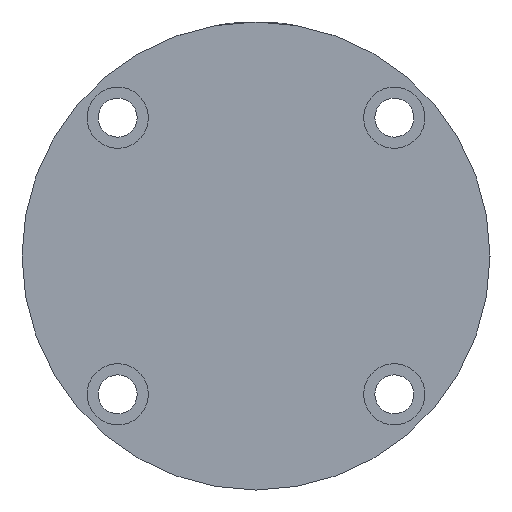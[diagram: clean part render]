
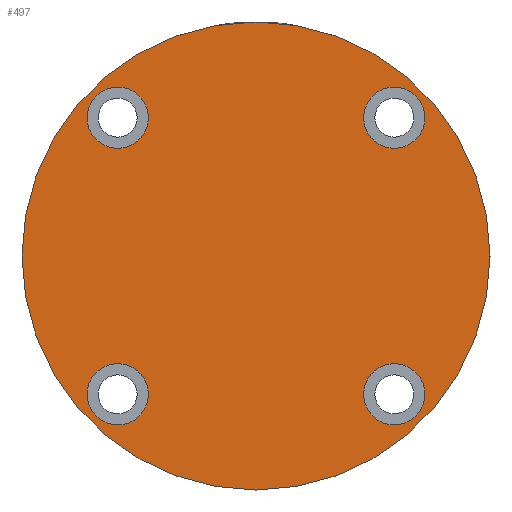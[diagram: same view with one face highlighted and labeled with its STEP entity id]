
A CAD part, left-side view. The second image highlights one B-rep face of the part: STEP entity #497.
In plain terms, the highlighted face is planar.
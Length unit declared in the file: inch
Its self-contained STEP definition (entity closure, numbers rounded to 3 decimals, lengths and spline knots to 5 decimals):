
#32 = PLANE ( 'NONE',  #940 ) ;
#72 = CARTESIAN_POINT ( 'NONE',  ( 0.77428, 0.5, -0.60278 ) ) ;
#97 = CARTESIAN_POINT ( 'NONE',  ( -0.77428, 0.5, -0.77428 ) ) ;
#127 = AXIS2_PLACEMENT_3D ( 'NONE', #2301, #170, #2655 ) ;
#170 = DIRECTION ( 'NONE',  ( 0., 1., 0. ) ) ;
#183 = EDGE_CURVE ( 'NONE', #358, #1740, #3211, .T. ) ;
#274 = FACE_BOUND ( 'NONE', #1714, .T. ) ;
#358 = VERTEX_POINT ( 'NONE', #4424 ) ;
#393 = DIRECTION ( 'NONE',  ( 0., 0., 1. ) ) ;
#454 = DIRECTION ( 'NONE',  ( 0., 0., 1. ) ) ;
#468 = CARTESIAN_POINT ( 'NONE',  ( -0.77428, 0.5, 0.94578 ) ) ;
#497 = ADVANCED_FACE ( 'PLANAR_0', ( #1330, #274, #3908, #1215, #2154 ), #32, .F. ) ;
#517 = CARTESIAN_POINT ( 'NONE',  ( 0.77428, 0.5, -0.77428 ) ) ;
#538 = VERTEX_POINT ( 'NONE', #72 ) ;
#606 = EDGE_CURVE ( 'NONE', #3336, #978, #2532, .T. ) ;
#646 = CARTESIAN_POINT ( 'NONE',  ( 0., 0.5, 1.31 ) ) ;
#650 = ORIENTED_EDGE ( 'NONE', *, *, #1473, .F. ) ;
#668 = CIRCLE ( 'NONE', #2110, 0.1715 ) ;
#734 = ORIENTED_EDGE ( 'NONE', *, *, #2623, .F. ) ;
#742 = EDGE_CURVE ( 'NONE', #538, #3989, #3257, .T. ) ;
#755 = AXIS2_PLACEMENT_3D ( 'NONE', #1928, #4397, #2280 ) ;
#770 = EDGE_CURVE ( 'NONE', #4166, #3395, #3154, .T. ) ;
#821 = VERTEX_POINT ( 'NONE', #3741 ) ;
#848 = CIRCLE ( 'NONE', #755, 1.31 ) ;
#874 = DIRECTION ( 'NONE',  ( 0., 0., 1. ) ) ;
#902 = ORIENTED_EDGE ( 'NONE', *, *, #770, .T. ) ;
#904 = EDGE_CURVE ( 'NONE', #3989, #538, #3790, .T. ) ;
#940 = AXIS2_PLACEMENT_3D ( 'NONE', #1106, #3594, #1466 ) ;
#952 = EDGE_LOOP ( 'NONE', ( #1922, #650 ) ) ;
#953 = CIRCLE ( 'NONE', #3808, 0.1715 ) ;
#957 = ORIENTED_EDGE ( 'NONE', *, *, #4075, .F. ) ;
#978 = VERTEX_POINT ( 'NONE', #2614 ) ;
#985 = EDGE_CURVE ( 'NONE', #3395, #4166, #848, .T. ) ;
#993 = DIRECTION ( 'NONE',  ( 0., 1., 0. ) ) ;
#1106 = CARTESIAN_POINT ( 'NONE',  ( 0., 0.5, 0. ) ) ;
#1204 = DIRECTION ( 'NONE',  ( 0., 1., 0. ) ) ;
#1215 = FACE_BOUND ( 'NONE', #4449, .T. ) ;
#1309 = CIRCLE ( 'NONE', #2241, 0.1715 ) ;
#1330 = FACE_BOUND ( 'NONE', #952, .T. ) ;
#1396 = AXIS2_PLACEMENT_3D ( 'NONE', #97, #2576, #454 ) ;
#1466 = DIRECTION ( 'NONE',  ( 0., 0., -1. ) ) ;
#1473 = EDGE_CURVE ( 'NONE', #978, #3336, #668, .T. ) ;
#1512 = DIRECTION ( 'NONE',  ( 0., 1., 0. ) ) ;
#1613 = DIRECTION ( 'NONE',  ( 0., 1., 0. ) ) ;
#1714 = EDGE_LOOP ( 'NONE', ( #3763, #2570 ) ) ;
#1740 = VERTEX_POINT ( 'NONE', #3907 ) ;
#1798 = CARTESIAN_POINT ( 'NONE',  ( -0.77428, 0.5, 0.77428 ) ) ;
#1922 = ORIENTED_EDGE ( 'NONE', *, *, #606, .F. ) ;
#1928 = CARTESIAN_POINT ( 'NONE',  ( 0., 0.5, 0. ) ) ;
#2001 = CARTESIAN_POINT ( 'NONE',  ( 0.77428, 0.5, 0.77428 ) ) ;
#2110 = AXIS2_PLACEMENT_3D ( 'NONE', #3341, #1204, #3685 ) ;
#2143 = EDGE_LOOP ( 'NONE', ( #4197, #902 ) ) ;
#2150 = DIRECTION ( 'NONE',  ( 0., 0., 1. ) ) ;
#2154 = FACE_OUTER_BOUND ( 'NONE', #2143, .T. ) ;
#2241 = AXIS2_PLACEMENT_3D ( 'NONE', #3123, #993, #3487 ) ;
#2280 = DIRECTION ( 'NONE',  ( 0., 0., 1. ) ) ;
#2301 = CARTESIAN_POINT ( 'NONE',  ( 0., 0.5, 0. ) ) ;
#2467 = CARTESIAN_POINT ( 'NONE',  ( 0., 0.5, -1.31 ) ) ;
#2515 = AXIS2_PLACEMENT_3D ( 'NONE', #3732, #1613, #4084 ) ;
#2519 = DIRECTION ( 'NONE',  ( 0., 1., 0. ) ) ;
#2532 = CIRCLE ( 'NONE', #1396, 0.1715 ) ;
#2570 = ORIENTED_EDGE ( 'NONE', *, *, #904, .F. ) ;
#2576 = DIRECTION ( 'NONE',  ( 0., 1., 0. ) ) ;
#2605 = ORIENTED_EDGE ( 'NONE', *, *, #3753, .F. ) ;
#2614 = CARTESIAN_POINT ( 'NONE',  ( -0.77428, 0.5, -0.94578 ) ) ;
#2623 = EDGE_CURVE ( 'NONE', #1740, #358, #953, .T. ) ;
#2655 = DIRECTION ( 'NONE',  ( 0., 0., 1. ) ) ;
#2743 = VERTEX_POINT ( 'NONE', #468 ) ;
#2950 = EDGE_LOOP ( 'NONE', ( #3048, #734 ) ) ;
#2994 = DIRECTION ( 'NONE',  ( 0., 1., 0. ) ) ;
#3048 = ORIENTED_EDGE ( 'NONE', *, *, #183, .F. ) ;
#3123 = CARTESIAN_POINT ( 'NONE',  ( -0.77428, 0.5, 0.77428 ) ) ;
#3154 = CIRCLE ( 'NONE', #127, 1.31 ) ;
#3211 = CIRCLE ( 'NONE', #2515, 0.1715 ) ;
#3257 = CIRCLE ( 'NONE', #4493, 0.1715 ) ;
#3336 = VERTEX_POINT ( 'NONE', #4217 ) ;
#3341 = CARTESIAN_POINT ( 'NONE',  ( -0.77428, 0.5, -0.77428 ) ) ;
#3395 = VERTEX_POINT ( 'NONE', #646 ) ;
#3487 = DIRECTION ( 'NONE',  ( 0., 0., 1. ) ) ;
#3594 = DIRECTION ( 'NONE',  ( 0., -1., 0. ) ) ;
#3637 = CARTESIAN_POINT ( 'NONE',  ( 0.77428, 0.5, -0.77428 ) ) ;
#3685 = DIRECTION ( 'NONE',  ( 0., 0., 1. ) ) ;
#3698 = AXIS2_PLACEMENT_3D ( 'NONE', #3637, #1512, #3980 ) ;
#3732 = CARTESIAN_POINT ( 'NONE',  ( 0.77428, 0.5, 0.77428 ) ) ;
#3741 = CARTESIAN_POINT ( 'NONE',  ( -0.77428, 0.5, 0.60278 ) ) ;
#3753 = EDGE_CURVE ( 'NONE', #2743, #821, #4512, .T. ) ;
#3763 = ORIENTED_EDGE ( 'NONE', *, *, #742, .F. ) ;
#3790 = CIRCLE ( 'NONE', #3698, 0.1715 ) ;
#3808 = AXIS2_PLACEMENT_3D ( 'NONE', #2001, #2519, #393 ) ;
#3907 = CARTESIAN_POINT ( 'NONE',  ( 0.77428, 0.5, 0.60278 ) ) ;
#3908 = FACE_BOUND ( 'NONE', #2950, .T. ) ;
#3980 = DIRECTION ( 'NONE',  ( 0., 0., 1. ) ) ;
#3989 = VERTEX_POINT ( 'NONE', #4026 ) ;
#4026 = CARTESIAN_POINT ( 'NONE',  ( 0.77428, 0.5, -0.94578 ) ) ;
#4075 = EDGE_CURVE ( 'NONE', #821, #2743, #1309, .T. ) ;
#4084 = DIRECTION ( 'NONE',  ( 0., 0., 1. ) ) ;
#4166 = VERTEX_POINT ( 'NONE', #2467 ) ;
#4197 = ORIENTED_EDGE ( 'NONE', *, *, #985, .T. ) ;
#4217 = CARTESIAN_POINT ( 'NONE',  ( -0.77428, 0.5, -0.60278 ) ) ;
#4264 = DIRECTION ( 'NONE',  ( 0., 1., 0. ) ) ;
#4397 = DIRECTION ( 'NONE',  ( 0., 1., 0. ) ) ;
#4424 = CARTESIAN_POINT ( 'NONE',  ( 0.77428, 0.5, 0.94578 ) ) ;
#4449 = EDGE_LOOP ( 'NONE', ( #2605, #957 ) ) ;
#4493 = AXIS2_PLACEMENT_3D ( 'NONE', #517, #2994, #874 ) ;
#4512 = CIRCLE ( 'NONE', #4537, 0.1715 ) ;
#4537 = AXIS2_PLACEMENT_3D ( 'NONE', #1798, #4264, #2150 ) ;
